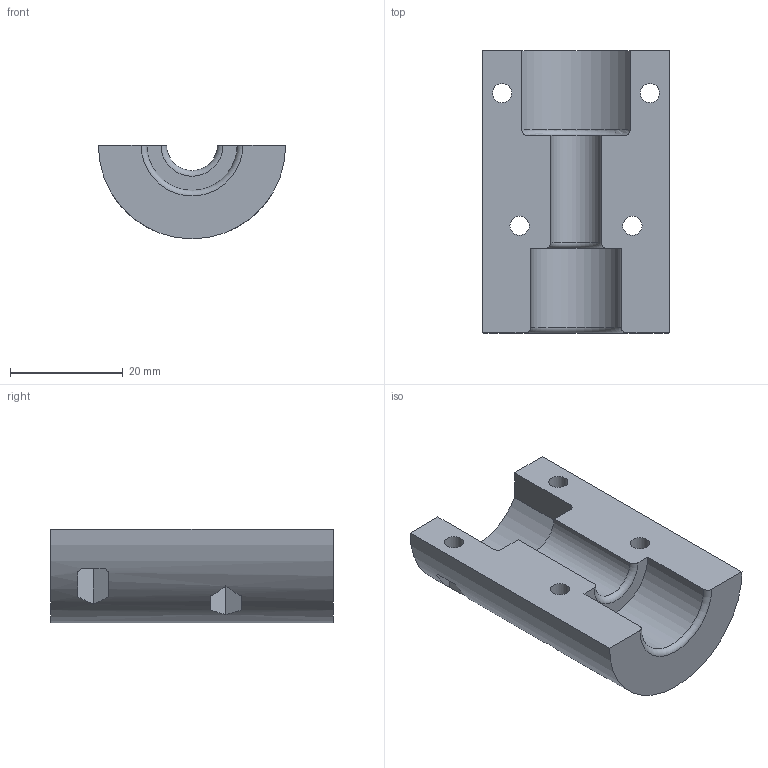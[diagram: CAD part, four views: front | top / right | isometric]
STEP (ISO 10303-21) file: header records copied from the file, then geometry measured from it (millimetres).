
FILE_DESCRIPTION( ( '' ), ' ' );
FILE_NAME( '5a81b5dd8025f60fd274ac02.step', '2018-02-12T15:42:22', ( '' ), ( '' ), ' ', ' ', ' ' );
FILE_SCHEMA( ( 'AUTOMOTIVE_DESIGN { 1 0 10303 214 1 1 1 1 }' ) );
Length unit declared in the file: metre
Products named in the file (1): lower_spring_sleeve
Bounding box: 33.2 x 50 x 16.6 mm (x, y, z)
Volume: 16066.6 mm3; surface area: 6022.5 mm2
Topology: 1 solids, 1 shells, 49 faces, 127 edges, 84 vertices
Faces by surface type: plane 36, cylinder 10, torus 3
Full cylindrical faces by diameter (mm): 3.4 x4
Entity records: 1932 total; most frequent: CARTESIAN_POINT 275, DIRECTION 270, ORIENTED_EDGE 246, EDGE_CURVE 123, AXIS2_PLACEMENT_3D 99, VERTEX_POINT 84, LINE 72, VECTOR 72
